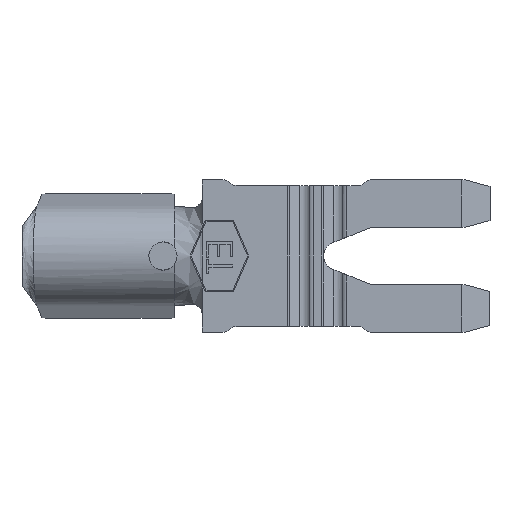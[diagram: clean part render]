
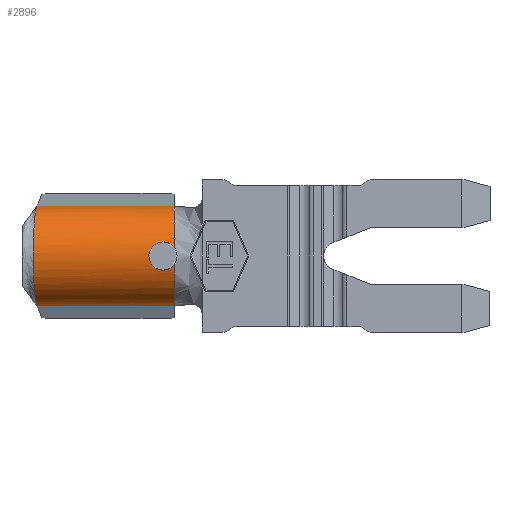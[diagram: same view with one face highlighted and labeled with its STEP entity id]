
A CAD part, front view. The second image highlights one B-rep face of the part: STEP entity #2896.
In plain terms, the highlighted cylindrical face has radius 1.143 mm (diameter 2.286 mm), a partial arc.
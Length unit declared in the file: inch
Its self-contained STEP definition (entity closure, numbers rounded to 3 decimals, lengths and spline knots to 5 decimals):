
#23 = CARTESIAN_POINT ( 'NONE',  ( -0.16154, 0.00134, -0.01114 ) ) ;
#166 = EDGE_LOOP ( 'NONE', ( #1759, #1040, #2580, #4747, #699, #600, #5538, #4881 ) ) ;
#257 = CARTESIAN_POINT ( 'NONE',  ( -0.145, 0.00063, 0.0075 ) ) ;
#288 = CIRCLE ( 'NONE', #2159, 0.045 ) ;
#314 = CARTESIAN_POINT ( 'NONE',  ( -0.14733, 0.00116, -0.01061 ) ) ;
#519 = CARTESIAN_POINT ( 'NONE',  ( -0.1675, 0., -0.00327 ) ) ;
#556 = B_SPLINE_CURVE_WITH_KNOTS ( 'NONE', 3,
 ( #1240, #314, #2127, #5316 ),
 .UNSPECIFIED., .F., .F.,
 ( 4, 4 ),
 ( 0., 0.00029 ),
 .UNSPECIFIED. ) ;
#567 = DIRECTION ( 'NONE',  ( 1., 0., 0. ) ) ;
#600 = ORIENTED_EDGE ( 'NONE', *, *, #5024, .F. ) ;
#639 = CARTESIAN_POINT ( 'NONE',  ( -0.26686, 0.03593, 0.04408 ) ) ;
#699 = ORIENTED_EDGE ( 'NONE', *, *, #4529, .T. ) ;
#851 = CARTESIAN_POINT ( 'NONE',  ( -0.27, 0.03593, 0.04408 ) ) ;
#992 = CARTESIAN_POINT ( 'NONE',  ( -0.16615, 0.00041, 0.00653 ) ) ;
#1016 = CARTESIAN_POINT ( 'NONE',  ( -0.27, 0.03593, -0.04408 ) ) ;
#1040 = ORIENTED_EDGE ( 'NONE', *, *, #4906, .T. ) ;
#1099 = AXIS2_PLACEMENT_3D ( 'NONE', #1960, #5133, #2399 ) ;
#1240 = CARTESIAN_POINT ( 'NONE',  ( -0.145, 0.00063, -0.0075 ) ) ;
#1276 = CARTESIAN_POINT ( 'NONE',  ( -0.15111, 0.00177, 0.0125 ) ) ;
#1289 = DIRECTION ( 'NONE',  ( 1., 0., 0. ) ) ;
#1311 = VERTEX_POINT ( 'NONE', #3441 ) ;
#1374 = VERTEX_POINT ( 'NONE', #5064 ) ;
#1411 = CARTESIAN_POINT ( 'NONE',  ( -0.27224, -0.0256, 0.03141 ) ) ;
#1418 = CIRCLE ( 'NONE', #1099, 0.045 ) ;
#1419 = CARTESIAN_POINT ( 'NONE',  ( -0.15829, 0.00177, 0.0125 ) ) ;
#1471 = DIRECTION ( 'NONE',  ( -1., 0., 0. ) ) ;
#1723 = EDGE_CURVE ( 'NONE', #2892, #5690, #3711, .T. ) ;
#1759 = ORIENTED_EDGE ( 'NONE', *, *, #4458, .T. ) ;
#1878 = CARTESIAN_POINT ( 'NONE',  ( -0.145, 0.03593, 0.04408 ) ) ;
#1884 = CARTESIAN_POINT ( 'NONE',  ( -0.26686, 0.03593, -0.04408 ) ) ;
#1960 = CARTESIAN_POINT ( 'NONE',  ( -0.145, 0.045, 0. ) ) ;
#2127 = CARTESIAN_POINT ( 'NONE',  ( -0.15112, 0.00177, -0.0125 ) ) ;
#2144 = VERTEX_POINT ( 'NONE', #2818 ) ;
#2159 = AXIS2_PLACEMENT_3D ( 'NONE', #4172, #1471, #4634 ) ;
#2168 = CARTESIAN_POINT ( 'NONE',  ( -0.14733, 0.00116, 0.01061 ) ) ;
#2295 = FACE_OUTER_BOUND ( 'NONE', #166, .T. ) ;
#2347 = VERTEX_POINT ( 'NONE', #257 ) ;
#2399 = DIRECTION ( 'NONE',  ( 0., 0., 1. ) ) ;
#2533 = VECTOR ( 'NONE', #567, 39.37008 ) ;
#2535 = CARTESIAN_POINT ( 'NONE',  ( -0.145, 0.03593, -0.04408 ) ) ;
#2580 = ORIENTED_EDGE ( 'NONE', *, *, #3709, .T. ) ;
#2711 = VERTEX_POINT ( 'NONE', #1878 ) ;
#2734 = CARTESIAN_POINT ( 'NONE',  ( -0.15828, 0.00177, -0.0125 ) ) ;
#2818 = CARTESIAN_POINT ( 'NONE',  ( -0.155, 0.00177, 0.0125 ) ) ;
#2865 = CARTESIAN_POINT ( 'NONE',  ( -0.26686, 0.03593, -0.04408 ) ) ;
#2875 = VECTOR ( 'NONE', #1289, 39.37008 ) ;
#2892 = VERTEX_POINT ( 'NONE', #2865 ) ;
#2896 = ADVANCED_FACE ( 'NONE', ( #2295 ), #3345, .T. ) ;
#3194 = CARTESIAN_POINT ( 'NONE',  ( -0.16615, 0.00041, -0.00652 ) ) ;
#3237 =( BOUNDED_CURVE ( )  B_SPLINE_CURVE ( 3, ( #3663, #1411, #4600, #1884 ),
 .UNSPECIFIED., .F., .F. ) 
 B_SPLINE_CURVE_WITH_KNOTS ( ( 4, 4 ),
 ( 1.77378, 4.5094 ),
 .UNSPECIFIED. ) 
 CURVE ( )  GEOMETRIC_REPRESENTATION_ITEM ( )  RATIONAL_B_SPLINE_CURVE ( ( 1., 0.468, 0.468, 1. ) ) 
 REPRESENTATION_ITEM ( '' )  );
#3345 = CYLINDRICAL_SURFACE ( 'NONE', #4015, 0.045 ) ;
#3441 = CARTESIAN_POINT ( 'NONE',  ( -0.145, 0.00063, -0.0075 ) ) ;
#3653 = CARTESIAN_POINT ( 'NONE',  ( -0.1675, 0., 0.00327 ) ) ;
#3663 = CARTESIAN_POINT ( 'NONE',  ( -0.26686, 0.03593, 0.04408 ) ) ;
#3709 = EDGE_CURVE ( 'NONE', #1374, #2144, #5666, .T. ) ;
#3711 = LINE ( 'NONE', #1016, #2533 ) ;
#4015 = AXIS2_PLACEMENT_3D ( 'NONE', #4722, #4260, #5174 ) ;
#4111 = VERTEX_POINT ( 'NONE', #639 ) ;
#4116 = CARTESIAN_POINT ( 'NONE',  ( -0.16153, 0.00134, 0.01115 ) ) ;
#4172 = CARTESIAN_POINT ( 'NONE',  ( -0.145, 0.045, 0. ) ) ;
#4260 = DIRECTION ( 'NONE',  ( 1., 0., 0. ) ) ;
#4439 = CARTESIAN_POINT ( 'NONE',  ( -0.155, 0.00177, 0.0125 ) ) ;
#4458 = EDGE_CURVE ( 'NONE', #5690, #1311, #288, .T. ) ;
#4529 = EDGE_CURVE ( 'NONE', #2347, #2711, #1418, .T. ) ;
#4590 = CARTESIAN_POINT ( 'NONE',  ( -0.155, 0.00177, 0.0125 ) ) ;
#4600 = CARTESIAN_POINT ( 'NONE',  ( -0.27224, -0.0256, -0.03141 ) ) ;
#4634 = DIRECTION ( 'NONE',  ( 0., 0., 1. ) ) ;
#4722 = CARTESIAN_POINT ( 'NONE',  ( -0.27, 0.045, 0. ) ) ;
#4747 = ORIENTED_EDGE ( 'NONE', *, *, #5004, .T. ) ;
#4881 = ORIENTED_EDGE ( 'NONE', *, *, #1723, .T. ) ;
#4906 = EDGE_CURVE ( 'NONE', #1311, #1374, #556, .T. ) ;
#5004 = EDGE_CURVE ( 'NONE', #2144, #2347, #5382, .T. ) ;
#5024 = EDGE_CURVE ( 'NONE', #4111, #2711, #5331, .T. ) ;
#5064 = CARTESIAN_POINT ( 'NONE',  ( -0.155, 0.00177, -0.0125 ) ) ;
#5133 = DIRECTION ( 'NONE',  ( -1., 0., 0. ) ) ;
#5143 = EDGE_CURVE ( 'NONE', #4111, #2892, #3237, .T. ) ;
#5174 = DIRECTION ( 'NONE',  ( 0., 0., -1. ) ) ;
#5316 = CARTESIAN_POINT ( 'NONE',  ( -0.155, 0.00177, -0.0125 ) ) ;
#5331 = LINE ( 'NONE', #851, #2875 ) ;
#5344 = CARTESIAN_POINT ( 'NONE',  ( -0.145, 0.00063, 0.0075 ) ) ;
#5382 = B_SPLINE_CURVE_WITH_KNOTS ( 'NONE', 3,
 ( #4439, #1276, #2168, #5344 ),
 .UNSPECIFIED., .F., .F.,
 ( 4, 4 ),
 ( 0.00129, 0.00159 ),
 .UNSPECIFIED. ) ;
#5476 = CARTESIAN_POINT ( 'NONE',  ( -0.155, 0.00177, -0.0125 ) ) ;
#5538 = ORIENTED_EDGE ( 'NONE', *, *, #5143, .T. ) ;
#5666 = B_SPLINE_CURVE_WITH_KNOTS ( 'NONE', 3,
 ( #5476, #2734, #23, #3194, #519, #3653, #992, #4116, #1419, #4590 ),
 .UNSPECIFIED., .F., .F.,
 ( 4, 2, 2, 2, 4 ),
 ( 0.00029, 0.00054, 0.00079, 0.00104, 0.00129 ),
 .UNSPECIFIED. ) ;
#5690 = VERTEX_POINT ( 'NONE', #2535 ) ;
